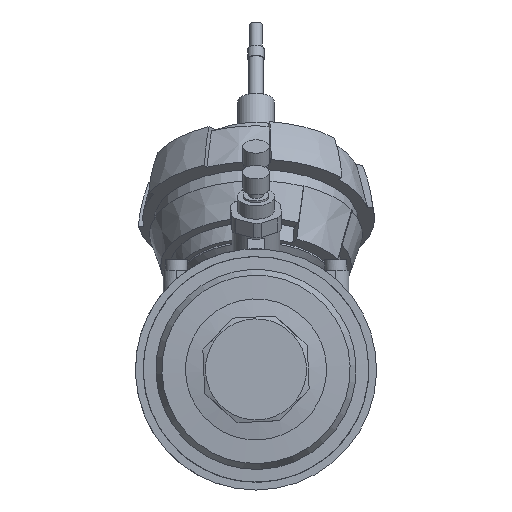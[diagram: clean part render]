
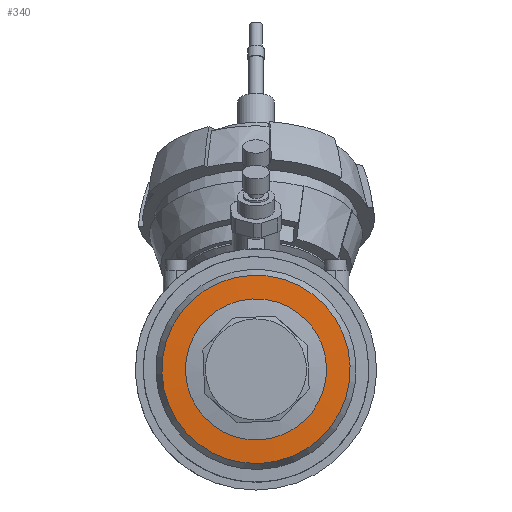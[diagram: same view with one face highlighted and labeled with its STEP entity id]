
A CAD part, left-side view. The second image highlights one B-rep face of the part: STEP entity #340.
In plain terms, the highlighted conical face has half-angle 87 degrees and reference radius 50.75 mm.
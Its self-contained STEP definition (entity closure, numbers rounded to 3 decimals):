
#340 = ADVANCED_FACE( '', ( #827, #828 ), #829, .T. );
#827 = FACE_BOUND( '', #1546, .T. );
#828 = FACE_OUTER_BOUND( '', #1547, .T. );
#829 = CONICAL_SURFACE( '', #1548, 50.75, 1.518 );
#1546 = EDGE_LOOP( '', ( #2732 ) );
#1547 = EDGE_LOOP( '', ( #2733 ) );
#1548 = AXIS2_PLACEMENT_3D( '', #2734, #2735, #2736 );
#2732 = ORIENTED_EDGE( '', *, *, #4205, .F. );
#2733 = ORIENTED_EDGE( '', *, *, #4115, .T. );
#2734 = CARTESIAN_POINT( '', ( -93.5, 0., 0. ) );
#2735 = DIRECTION( '', ( 1., 0., 0. ) );
#2736 = DIRECTION( '', ( 0., 0.999, -0.046 ) );
#4115 = EDGE_CURVE( '', #4911, #4911, #4912, .T. );
#4205 = EDGE_CURVE( '', #5053, #5053, #5054, .T. );
#4911 = VERTEX_POINT( '', #6286 );
#4912 = CIRCLE( '', #6287, 50.75 );
#5053 = VERTEX_POINT( '', #7041 );
#5054 = CIRCLE( '', #7042, 38. );
#6286 = CARTESIAN_POINT( '', ( -93.5, -50.696, 2.346 ) );
#6287 = AXIS2_PLACEMENT_3D( '', #8394, #8395, #8396 );
#7041 = CARTESIAN_POINT( '', ( -94.168, -37.959, 1.757 ) );
#7042 = AXIS2_PLACEMENT_3D( '', #8483, #8484, #8485 );
#8394 = CARTESIAN_POINT( '', ( -93.5, 0., 0. ) );
#8395 = DIRECTION( '', ( -1., 0., 0. ) );
#8396 = DIRECTION( '', ( 0., -0.999, 0.046 ) );
#8483 = CARTESIAN_POINT( '', ( -94.168, 0., 0. ) );
#8484 = DIRECTION( '', ( -1., 0., 0. ) );
#8485 = DIRECTION( '', ( 0., -0.999, 0.046 ) );
